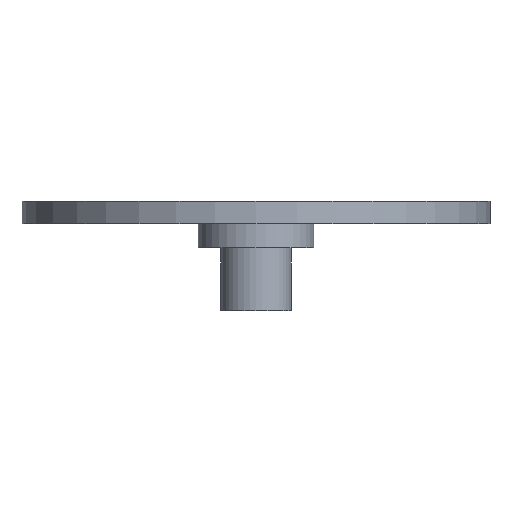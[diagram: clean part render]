
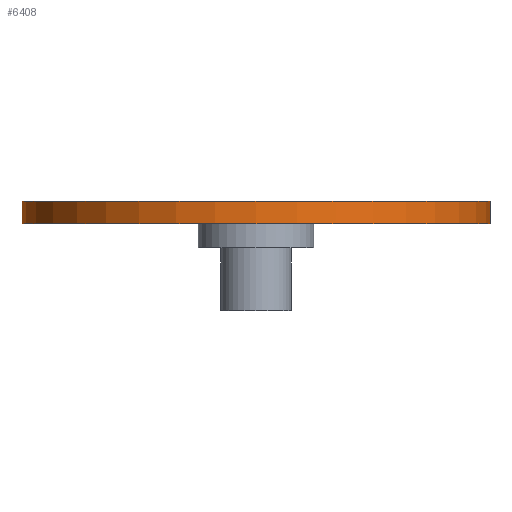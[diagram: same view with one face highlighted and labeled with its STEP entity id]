
A CAD part, front view. The second image highlights one B-rep face of the part: STEP entity #6408.
In plain terms, the highlighted cylindrical face has radius 66.475 mm (diameter 132.95 mm), a partial arc.
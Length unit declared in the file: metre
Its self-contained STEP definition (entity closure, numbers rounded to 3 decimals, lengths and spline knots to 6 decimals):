
#339=CYLINDRICAL_SURFACE('',#7426,0.066475);
#678=LINE('',#11788,#1012);
#679=LINE('',#11790,#1013);
#1012=VECTOR('',#9763,1.);
#1013=VECTOR('',#9766,1.);
#2995=ORIENTED_EDGE('',*,*,#4015,.F.);
#2996=ORIENTED_EDGE('',*,*,#3024,.T.);
#2997=ORIENTED_EDGE('',*,*,#4016,.T.);
#2998=ORIENTED_EDGE('',*,*,#3686,.T.);
#3024=EDGE_CURVE('',#4027,#4026,#4697,.T.);
#3686=EDGE_CURVE('',#4359,#4688,#5356,.T.);
#4015=EDGE_CURVE('',#4027,#4688,#678,.T.);
#4016=EDGE_CURVE('',#4026,#4359,#679,.T.);
#4026=VERTEX_POINT('',#9805);
#4027=VERTEX_POINT('',#9807);
#4359=VERTEX_POINT('',#10473);
#4688=VERTEX_POINT('',#11130);
#4697=CIRCLE('',#6437,0.066475);
#5356=CIRCLE('',#7097,0.066475);
#5699=EDGE_LOOP('',(#2995,#2996,#2997,#2998));
#6055=FACE_BOUND('',#5699,.T.);
#6408=ADVANCED_FACE('',(#6055),#339,.T.);
#6437=AXIS2_PLACEMENT_3D('',#9806,#7454,#7455);
#7097=AXIS2_PLACEMENT_3D('',#11131,#8777,#8778);
#7426=AXIS2_PLACEMENT_3D('',#11789,#9764,#9765);
#7454=DIRECTION('',(0.,0.,1.));
#7455=DIRECTION('',(1.,0.,0.));
#8777=DIRECTION('',(0.,0.,-1.));
#8778=DIRECTION('',(-1.,0.,0.));
#9763=DIRECTION('',(0.,0.,1.));
#9764=DIRECTION('',(0.,0.,1.));
#9765=DIRECTION('',(1.,0.,0.));
#9766=DIRECTION('',(0.,0.,1.));
#9805=CARTESIAN_POINT('',(0.066475,0.,-0.00254));
#9806=CARTESIAN_POINT('',(0.,0.,-0.00254));
#9807=CARTESIAN_POINT('',(-0.066475,0.,-0.00254));
#10473=CARTESIAN_POINT('',(0.066475,0.,0.00381));
#11130=CARTESIAN_POINT('',(-0.066475,0.,0.00381));
#11131=CARTESIAN_POINT('',(0.,0.,0.00381));
#11788=CARTESIAN_POINT('',(-0.066475,0.,-0.002542));
#11789=CARTESIAN_POINT('',(0.,0.,-0.002542));
#11790=CARTESIAN_POINT('',(0.066475,0.,-0.002542));
